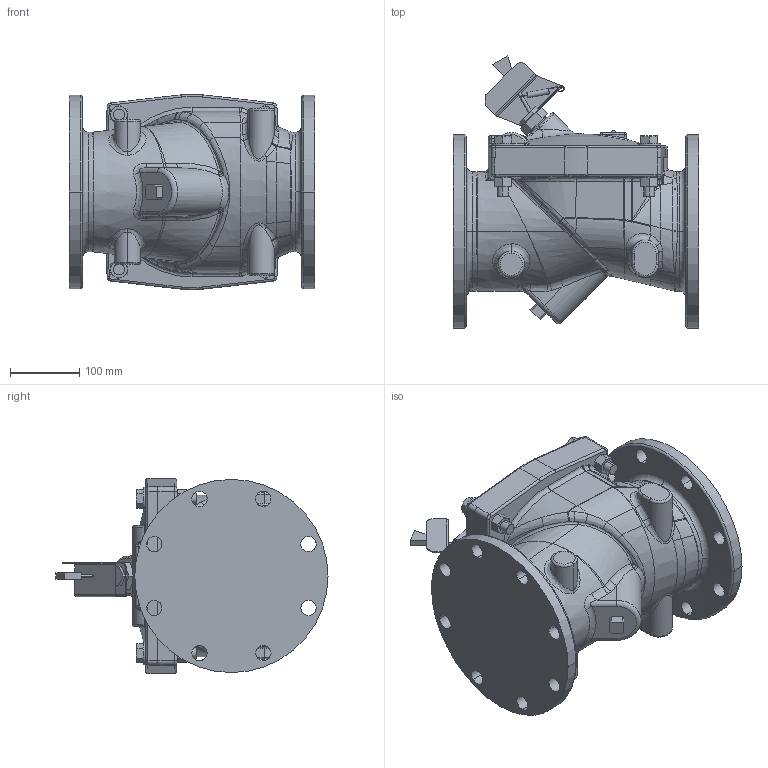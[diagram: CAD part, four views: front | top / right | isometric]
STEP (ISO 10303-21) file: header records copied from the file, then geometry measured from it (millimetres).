
FILE_DESCRIPTION((''),'2;1');
FILE_NAME('506CMI_SW0001','2023-11-01T07:40:41',('jlesh'),(''),'CREO PARAMETRIC BY PTC INC, 2023072','CREO PARAMETRIC BY PTC INC, 2023072','');
FILE_SCHEMA(('AUTOMOTIVE_DESIGN { 1 0 10303 214 1 1 1 1 }'));
Products named in the file (1): 506CMI_SW0001
Bounding box: 355.6 x 393.33 x 282.55 mm (x, y, z)
Volume: 14867853.1 mm3; surface area: 609267.5 mm2
Topology: 1 solids, 1 shells, 860 faces, 2091 edges, 1251 vertices
Faces by surface type: bspline 297, cylinder 207, plane 201, cone 78, torus 59, sphere 14, revolution 4
Entity records: 62041 total; most frequent: CARTESIAN_POINT 38423, ORIENTED_EDGE 4166, DIRECTION 3047, EDGE_CURVE 2083, COLOUR_RGB 1333, AXIS2_PLACEMENT_3D 1257, VERTEX_POINT 1251, EDGE_LOOP 938
